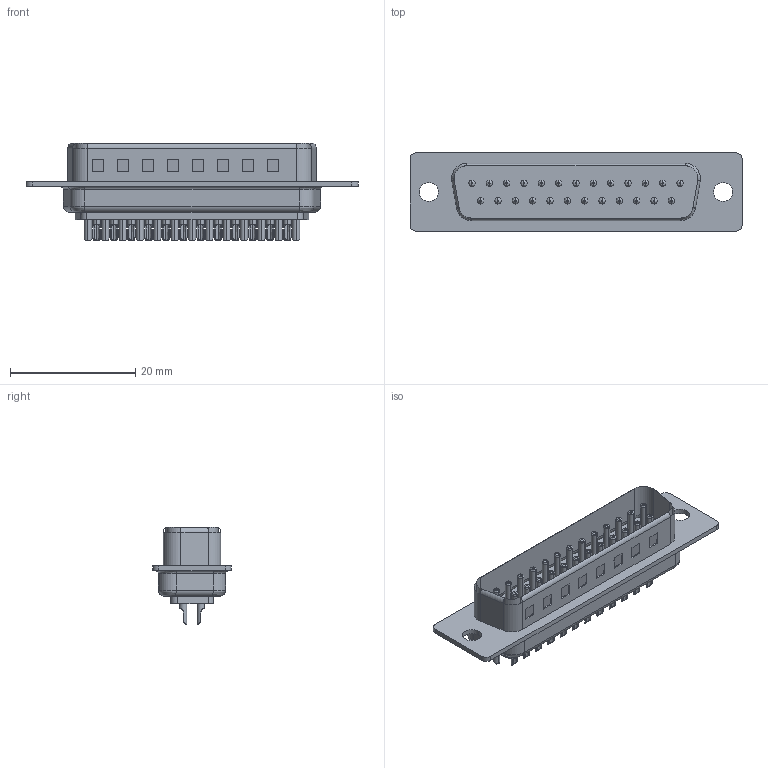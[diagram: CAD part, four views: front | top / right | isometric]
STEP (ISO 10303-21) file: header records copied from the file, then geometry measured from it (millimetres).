
FILE_DESCRIPTION(/* description */ (''),/* implementation_level */ '2;1');
FILE_NAME(/* name */ '100230616ugm000_a.stp',/* time_stamp */ '2014-03-18T17:11:00+01:00',/* author */ (''),/* organization */ (''),/* preprocessor_version */ 'ST-DEVELOPER v15',/* originating_system */ 'SIEMENS PLM Software NX 8.5',/* authorisation */ '');
FILE_SCHEMA (('AUTOMOTIVE_DESIGN { 1 0 10303 214 3 1 1 1 }'));
Length unit declared in the file: millimetre
Products named in the file (1): 100230616ugm000_a
Bounding box: 53.05 x 12.55 x 15.5 mm (x, y, z)
Volume: 1905 mm3; surface area: 6133 mm2
Topology: 1 solids, 4 shells, 885 faces, 2547 edges, 3277 vertices
Faces by surface type: plane 339, revolution 307, cylinder 173, bspline 66
Entity records: 42898 total; most frequent: CARTESIAN_POINT 10388, DIRECTION 4518, ORIENTED_EDGE 4116, PRESENTATION_STYLE_ASSIGNMENT 2118, EDGE_CURVE 2067, AXIS2_PLACEMENT_3D 1466, STYLED_ITEM 1443, VERTEX_POINT 1356
